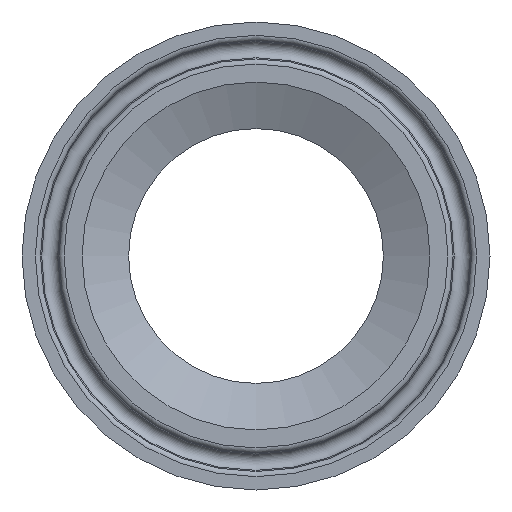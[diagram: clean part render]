
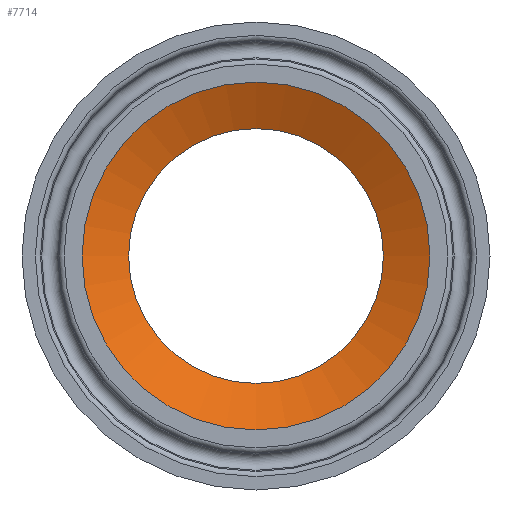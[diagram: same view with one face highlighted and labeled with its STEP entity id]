
A CAD part, left-side view. The second image highlights one B-rep face of the part: STEP entity #7714.
In plain terms, the highlighted conical face has half-angle 66 degrees and reference radius 20.574 mm.
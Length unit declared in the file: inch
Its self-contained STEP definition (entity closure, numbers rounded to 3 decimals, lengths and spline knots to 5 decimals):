
#22=CONICAL_SURFACE('',#8304,0.81,1.152);
#898=FACE_OUTER_BOUND('',#1363,.T.);
#1363=EDGE_LOOP('',(#7208,#7209,#7210,#7211,#7212,#7213));
#1618=CIRCLE('',#8285,0.935);
#1619=CIRCLE('',#8286,0.935);
#1627=CIRCLE('',#8297,0.685);
#1628=CIRCLE('',#8298,0.685);
#2152=LINE('',#16966,#2673);
#2673=VECTOR('',#9965,0.81);
#3760=VERTEX_POINT('',#16931);
#3761=VERTEX_POINT('',#16932);
#3768=VERTEX_POINT('',#16952);
#3769=VERTEX_POINT('',#16954);
#4904=EDGE_CURVE('',#3760,#3761,#1618,.T.);
#4905=EDGE_CURVE('',#3761,#3760,#1619,.T.);
#4915=EDGE_CURVE('',#3769,#3768,#1627,.T.);
#4916=EDGE_CURVE('',#3768,#3769,#1628,.T.);
#4921=EDGE_CURVE('',#3768,#3761,#2152,.T.);
#7208=ORIENTED_EDGE('',*,*,#4915,.T.);
#7209=ORIENTED_EDGE('',*,*,#4921,.T.);
#7210=ORIENTED_EDGE('',*,*,#4904,.F.);
#7211=ORIENTED_EDGE('',*,*,#4905,.F.);
#7212=ORIENTED_EDGE('',*,*,#4921,.F.);
#7213=ORIENTED_EDGE('',*,*,#4916,.T.);
#7714=ADVANCED_FACE('',(#898),#22,.F.);
#8285=AXIS2_PLACEMENT_3D('',#16933,#9922,#9923);
#8286=AXIS2_PLACEMENT_3D('',#16934,#9924,#9925);
#8297=AXIS2_PLACEMENT_3D('',#16955,#9948,#9949);
#8298=AXIS2_PLACEMENT_3D('',#16956,#9950,#9951);
#8304=AXIS2_PLACEMENT_3D('',#16965,#9963,#9964);
#9922=DIRECTION('center_axis',(1.,0.,0.));
#9923=DIRECTION('ref_axis',(0.,1.,0.));
#9924=DIRECTION('center_axis',(1.,0.,0.));
#9925=DIRECTION('ref_axis',(0.,1.,0.));
#9948=DIRECTION('center_axis',(1.,0.,0.));
#9949=DIRECTION('ref_axis',(0.,1.,0.));
#9950=DIRECTION('center_axis',(1.,0.,0.));
#9951=DIRECTION('ref_axis',(0.,1.,0.));
#9963=DIRECTION('center_axis',(-1.,0.,0.));
#9964=DIRECTION('ref_axis',(0.,1.,0.));
#9965=DIRECTION('',(-0.407,-0.914,0.));
#16931=CARTESIAN_POINT('',(0.,0.935,0.));
#16932=CARTESIAN_POINT('',(0.,-0.935,0.));
#16933=CARTESIAN_POINT('Origin',(0.,0.,
0.));
#16934=CARTESIAN_POINT('Origin',(0.,0.,
0.));
#16952=CARTESIAN_POINT('',(0.11131,-0.685,0.));
#16954=CARTESIAN_POINT('',(0.11131,0.685,0.));
#16955=CARTESIAN_POINT('Origin',(0.11131,0.,
0.));
#16956=CARTESIAN_POINT('Origin',(0.11131,0.,
0.));
#16965=CARTESIAN_POINT('Origin',(0.05565,0.,
0.));
#16966=CARTESIAN_POINT('',(0.05565,-0.81,0.));
